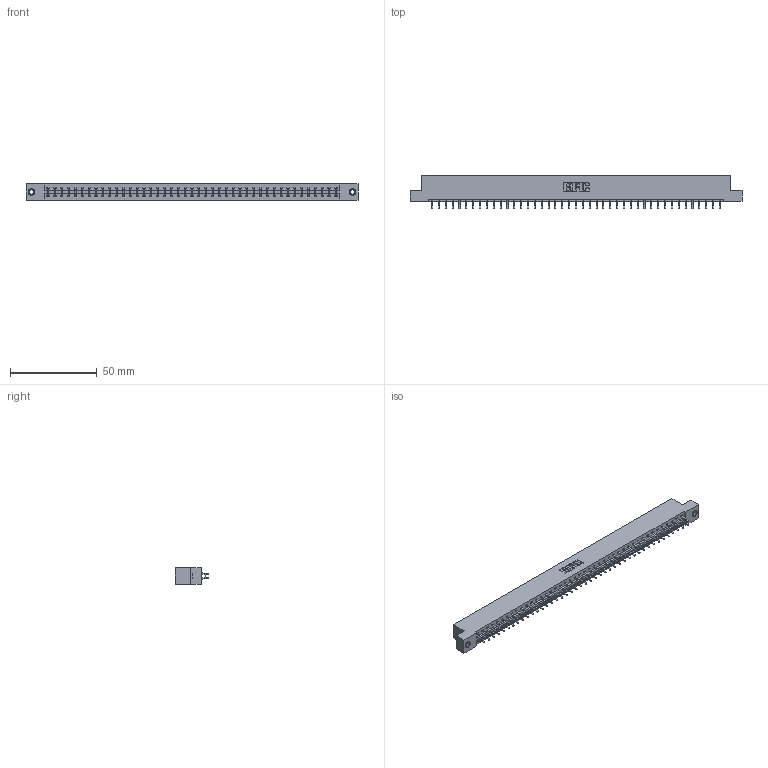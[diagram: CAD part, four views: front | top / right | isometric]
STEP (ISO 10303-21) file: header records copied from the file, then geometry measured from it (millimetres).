
FILE_DESCRIPTION (( 'STEP AP203' ), '1' );
FILE_NAME ('833-086-556-207.STEP', '2020-06-06T04:00:38', ( '' ), ( '' ), 'SwSTEP 2.0', 'SolidWorks 2020', '' );
FILE_SCHEMA (( 'CONFIG_CONTROL_DESIGN' ));
Length unit declared in the file: inch
Products named in the file (4): 345-292-001_556 Tail; 345-250-001_345-250-005-103; 833 Part_Flush - .156 Dia - TI; 833-086-556-207
Assembly tree (89 placements, depth 2):
  833-086-556-207
    833 Part_Flush - .156 Dia - TI
    345-292-001_556 Tail  x86
    345-250-001_345-250-005-103  x2
Bounding box: 191.92 x 19.57 x 9.4 mm (x, y, z)
Volume: 19586.6 mm3; surface area: 23116.3 mm2
Topology: 89 solids, 89 shells, 5162 faces, 15324 edges, 10093 vertices
Faces by surface type: plane 3542, cylinder 1604, cone 12, torus 4
Entity records: 28940 total; most frequent: CARTESIAN_POINT 4793, ORIENTED_EDGE 4710, DIRECTION 4113, EDGE_CURVE 2355, VECTOR 2199, LINE 2199, VERTEX_POINT 1564, AXIS2_PLACEMENT_3D 957
